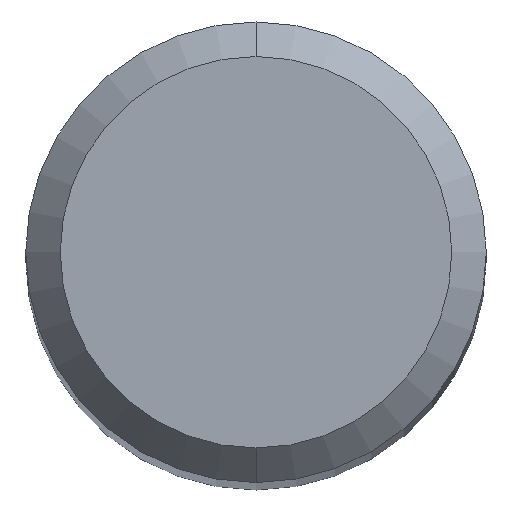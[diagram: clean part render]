
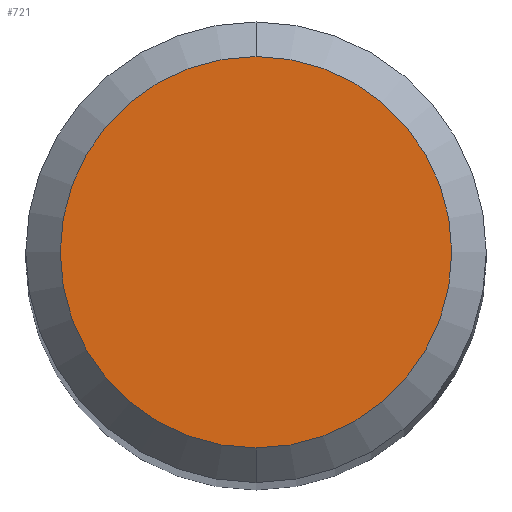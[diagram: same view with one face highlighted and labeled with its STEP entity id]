
A CAD part, top view. The second image highlights one B-rep face of the part: STEP entity #721.
In plain terms, the highlighted planar face has unit normal (0, 0, 1).
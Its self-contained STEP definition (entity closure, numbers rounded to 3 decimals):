
#413=EDGE_CURVE('',#943,#969,#1123,.T.);
#721=ADVANCED_FACE('',(#1458),#1459,.T.);
#943=VERTEX_POINT('',#1706);
#947=EDGE_CURVE('',#969,#943,#1710,.T.);
#969=VERTEX_POINT('',#1734);
#1123=CIRCLE('',#1909,1.7);
#1458=FACE_OUTER_BOUND('',#2959,.T.);
#1459=PLANE('',#2960);
#1706=CARTESIAN_POINT('',(0.0,1.7,0.0));
#1710=CIRCLE('',#3947,1.7);
#1734=CARTESIAN_POINT('',(0.,-1.7,0.0));
#1909=AXIS2_PLACEMENT_3D('',#4389,#4390,#4391);
#2959=EDGE_LOOP('',(#4769,#4770));
#2960=AXIS2_PLACEMENT_3D('',#4771,#4772,#4773);
#3947=AXIS2_PLACEMENT_3D('',#5025,#5026,#5027);
#4389=CARTESIAN_POINT('',(0.0,0.0,0.0));
#4390=DIRECTION('',(0.0,0.0,-1.0));
#4391=DIRECTION('',(0.0,1.0,0.0));
#4769=ORIENTED_EDGE('',*,*,#413,.F.);
#4770=ORIENTED_EDGE('',*,*,#947,.F.);
#4771=CARTESIAN_POINT('',(0.0,0.85,0.0));
#4772=DIRECTION('',(-0.0,0.0,1.0));
#4773=DIRECTION('',(0.0,-1.0,0.0));
#5025=CARTESIAN_POINT('',(0.0,0.0,0.0));
#5026=DIRECTION('',(0.0,0.0,-1.0));
#5027=DIRECTION('',(0.0,1.0,0.0));
